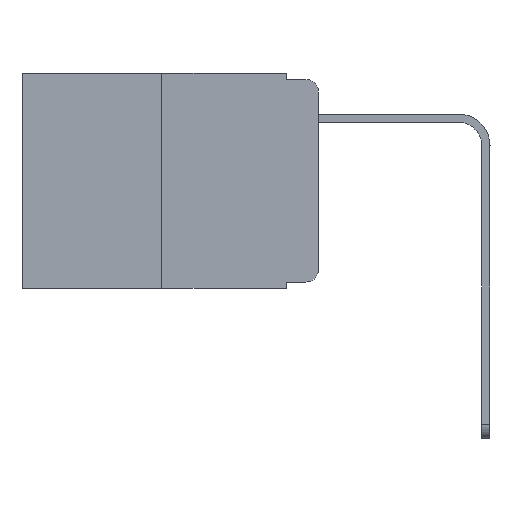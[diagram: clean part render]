
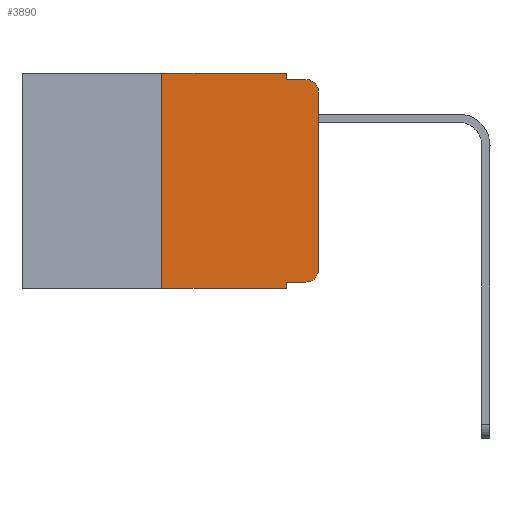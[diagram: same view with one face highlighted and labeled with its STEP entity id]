
A CAD part, left-side view. The second image highlights one B-rep face of the part: STEP entity #3890.
In plain terms, the highlighted planar face has unit normal (-1, 0, 0).
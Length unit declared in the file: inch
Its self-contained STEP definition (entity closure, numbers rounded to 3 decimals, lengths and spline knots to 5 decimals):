
#11 = VERTEX_POINT ( 'NONE', #2003 ) ;
#152 = VECTOR ( 'NONE', #7046, 39.37008 ) ;
#233 = EDGE_CURVE ( 'NONE', #2742, #681, #11754, .T. ) ;
#261 = VECTOR ( 'NONE', #1110, 39.37008 ) ;
#524 = VECTOR ( 'NONE', #2757, 39.37008 ) ;
#639 = CARTESIAN_POINT ( 'NONE',  ( 0., 0.02, -0.333 ) ) ;
#681 = VERTEX_POINT ( 'NONE', #9227 ) ;
#847 = ORIENTED_EDGE ( 'NONE', *, *, #10080, .F. ) ;
#1108 = DIRECTION ( 'NONE',  ( 0., -1., 0. ) ) ;
#1110 = DIRECTION ( 'NONE',  ( 0., -1., 0. ) ) ;
#1129 = LINE ( 'NONE', #1504, #2907 ) ;
#1298 = CARTESIAN_POINT ( 'NONE',  ( 0., 0., -0.313 ) ) ;
#1386 = CARTESIAN_POINT ( 'NONE',  ( 0., 0.473, 0. ) ) ;
#1504 = CARTESIAN_POINT ( 'NONE',  ( 0., 0.051, 0. ) ) ;
#2003 = CARTESIAN_POINT ( 'NONE',  ( 0., 0.25, 0. ) ) ;
#2014 = PLANE ( 'NONE',  #8165 ) ;
#2047 = CARTESIAN_POINT ( 'NONE',  ( 0., 0.02, -0.313 ) ) ;
#2132 = CARTESIAN_POINT ( 'NONE',  ( 0., 0.051, -0.333 ) ) ;
#2615 = VECTOR ( 'NONE', #7247, 39.37008 ) ;
#2646 = LINE ( 'NONE', #8728, #8466 ) ;
#2709 = VECTOR ( 'NONE', #6904, 39.37008 ) ;
#2742 = VERTEX_POINT ( 'NONE', #8987 ) ;
#2757 = DIRECTION ( 'NONE',  ( 0., 0., 1. ) ) ;
#2797 = DIRECTION ( 'NONE',  ( 0., 0., -1. ) ) ;
#2907 = VECTOR ( 'NONE', #3495, 39.37008 ) ;
#3268 = CIRCLE ( 'NONE', #7414, 0.02 ) ;
#3410 = ORIENTED_EDGE ( 'NONE', *, *, #9186, .T. ) ;
#3457 = ORIENTED_EDGE ( 'NONE', *, *, #8565, .T. ) ;
#3495 = DIRECTION ( 'NONE',  ( 0., 0., -1. ) ) ;
#3890 = ADVANCED_FACE ( 'NONE', ( #7325 ), #2014, .F. ) ;
#4007 = ORIENTED_EDGE ( 'NONE', *, *, #5097, .F. ) ;
#4201 = ORIENTED_EDGE ( 'NONE', *, *, #11878, .F. ) ;
#4422 = CARTESIAN_POINT ( 'NONE',  ( 0., 0., -0.03 ) ) ;
#4601 = EDGE_LOOP ( 'NONE', ( #8936, #7017, #7064, #847, #4201, #8455, #3410, #4007, #3457, #10438 ) ) ;
#4881 = AXIS2_PLACEMENT_3D ( 'NONE', #8678, #6832, #5864 ) ;
#5035 = VERTEX_POINT ( 'NONE', #6088 ) ;
#5097 = EDGE_CURVE ( 'NONE', #5357, #8906, #10164, .T. ) ;
#5164 = LINE ( 'NONE', #5796, #261 ) ;
#5357 = VERTEX_POINT ( 'NONE', #2132 ) ;
#5488 = VECTOR ( 'NONE', #1108, 39.37008 ) ;
#5696 = EDGE_CURVE ( 'NONE', #8073, #8197, #6244, .T. ) ;
#5721 = DIRECTION ( 'NONE',  ( 0., 0., -1. ) ) ;
#5796 = CARTESIAN_POINT ( 'NONE',  ( 0., 0.473, -0.343 ) ) ;
#5864 = DIRECTION ( 'NONE',  ( 0., 0., -1. ) ) ;
#5933 = DIRECTION ( 'NONE',  ( 0., -1., 0. ) ) ;
#6039 = CARTESIAN_POINT ( 'NONE',  ( 0., 0.051, 0. ) ) ;
#6088 = CARTESIAN_POINT ( 'NONE',  ( 0., 0.25, -0.343 ) ) ;
#6244 = LINE ( 'NONE', #9082, #2615 ) ;
#6315 = CARTESIAN_POINT ( 'NONE',  ( 0., 0.051, -0.343 ) ) ;
#6685 = CARTESIAN_POINT ( 'NONE',  ( 0., 0.473, 0. ) ) ;
#6832 = DIRECTION ( 'NONE',  ( -1., 0., 0. ) ) ;
#6846 = DIRECTION ( 'NONE',  ( 1., 0., 0. ) ) ;
#6904 = DIRECTION ( 'NONE',  ( 0., -1., 0. ) ) ;
#7017 = ORIENTED_EDGE ( 'NONE', *, *, #11693, .T. ) ;
#7046 = DIRECTION ( 'NONE',  ( 0., 0., -1. ) ) ;
#7064 = ORIENTED_EDGE ( 'NONE', *, *, #233, .F. ) ;
#7247 = DIRECTION ( 'NONE',  ( 0., 0., 1. ) ) ;
#7325 = FACE_OUTER_BOUND ( 'NONE', #4601, .T. ) ;
#7414 = AXIS2_PLACEMENT_3D ( 'NONE', #2047, #11421, #2797 ) ;
#7628 = EDGE_CURVE ( 'NONE', #10870, #8073, #3268, .T. ) ;
#7717 = CARTESIAN_POINT ( 'NONE',  ( 0., 0.051, -0.01 ) ) ;
#7950 = LINE ( 'NONE', #11322, #524 ) ;
#8073 = VERTEX_POINT ( 'NONE', #1298 ) ;
#8165 = AXIS2_PLACEMENT_3D ( 'NONE', #6685, #6846, #5721 ) ;
#8197 = VERTEX_POINT ( 'NONE', #4422 ) ;
#8455 = ORIENTED_EDGE ( 'NONE', *, *, #10683, .F. ) ;
#8466 = VECTOR ( 'NONE', #5933, 39.37008 ) ;
#8565 = EDGE_CURVE ( 'NONE', #5357, #10870, #2646, .T. ) ;
#8678 = CARTESIAN_POINT ( 'NONE',  ( 0., 0.02, -0.03 ) ) ;
#8728 = CARTESIAN_POINT ( 'NONE',  ( 0., 0.051, -0.333 ) ) ;
#8906 = VERTEX_POINT ( 'NONE', #6315 ) ;
#8936 = ORIENTED_EDGE ( 'NONE', *, *, #5696, .T. ) ;
#8987 = CARTESIAN_POINT ( 'NONE',  ( 0., 0.051, -0.01 ) ) ;
#9082 = CARTESIAN_POINT ( 'NONE',  ( 0., 0., 0. ) ) ;
#9186 = EDGE_CURVE ( 'NONE', #5035, #8906, #5164, .T. ) ;
#9227 = CARTESIAN_POINT ( 'NONE',  ( 0., 0.02, -0.01 ) ) ;
#9605 = CIRCLE ( 'NONE', #4881, 0.02 ) ;
#10080 = EDGE_CURVE ( 'NONE', #10967, #2742, #1129, .T. ) ;
#10164 = LINE ( 'NONE', #6039, #152 ) ;
#10438 = ORIENTED_EDGE ( 'NONE', *, *, #7628, .T. ) ;
#10683 = EDGE_CURVE ( 'NONE', #5035, #11, #7950, .T. ) ;
#10790 = LINE ( 'NONE', #1386, #2709 ) ;
#10870 = VERTEX_POINT ( 'NONE', #639 ) ;
#10967 = VERTEX_POINT ( 'NONE', #11328 ) ;
#11322 = CARTESIAN_POINT ( 'NONE',  ( 0., 0.25, 0. ) ) ;
#11328 = CARTESIAN_POINT ( 'NONE',  ( 0., 0.051, 0. ) ) ;
#11421 = DIRECTION ( 'NONE',  ( -1., 0., 0. ) ) ;
#11693 = EDGE_CURVE ( 'NONE', #8197, #681, #9605, .T. ) ;
#11754 = LINE ( 'NONE', #7717, #5488 ) ;
#11878 = EDGE_CURVE ( 'NONE', #11, #10967, #10790, .T. ) ;
